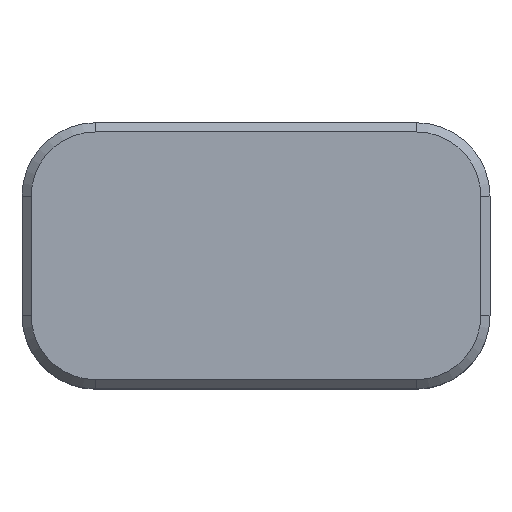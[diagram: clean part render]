
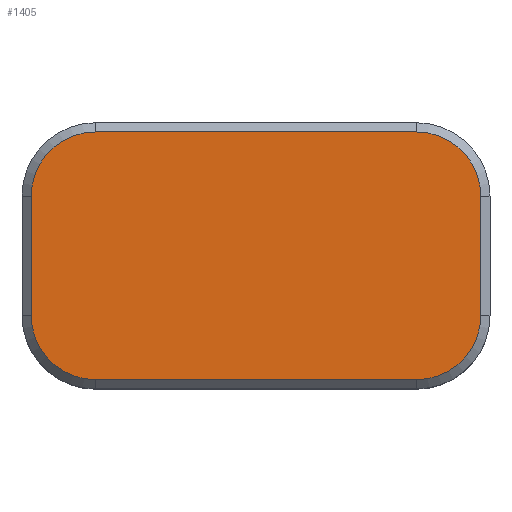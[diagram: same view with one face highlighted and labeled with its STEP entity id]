
A CAD part, top view. The second image highlights one B-rep face of the part: STEP entity #1405.
In plain terms, the highlighted planar face has unit normal (0, 0, 1).
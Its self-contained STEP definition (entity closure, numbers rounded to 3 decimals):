
#41=CIRCLE('',#1490,7.);
#43=CIRCLE('',#1494,7.);
#45=CIRCLE('',#1498,7.);
#47=CIRCLE('',#1502,7.);
#113=FACE_OUTER_BOUND('',#193,.T.);
#193=EDGE_LOOP('',(#971,#972,#973,#974,#975,#976,#977,#978));
#264=LINE('',#2050,#422);
#269=LINE('',#2064,#427);
#273=LINE('',#2076,#431);
#277=LINE('',#2088,#435);
#422=VECTOR('',#1625,10.);
#427=VECTOR('',#1638,10.);
#431=VECTOR('',#1650,10.);
#435=VECTOR('',#1662,10.);
#580=VERTEX_POINT('',#2047);
#581=VERTEX_POINT('',#2049);
#584=VERTEX_POINT('',#2056);
#586=VERTEX_POINT('',#2062);
#588=VERTEX_POINT('',#2068);
#590=VERTEX_POINT('',#2074);
#592=VERTEX_POINT('',#2080);
#594=VERTEX_POINT('',#2086);
#714=EDGE_CURVE('',#580,#581,#264,.T.);
#718=EDGE_CURVE('',#584,#580,#41,.T.);
#721=EDGE_CURVE('',#586,#584,#269,.T.);
#724=EDGE_CURVE('',#588,#586,#43,.T.);
#727=EDGE_CURVE('',#590,#588,#273,.T.);
#730=EDGE_CURVE('',#592,#590,#45,.T.);
#733=EDGE_CURVE('',#594,#592,#277,.T.);
#735=EDGE_CURVE('',#581,#594,#47,.T.);
#971=ORIENTED_EDGE('',*,*,#714,.F.);
#972=ORIENTED_EDGE('',*,*,#718,.F.);
#973=ORIENTED_EDGE('',*,*,#721,.F.);
#974=ORIENTED_EDGE('',*,*,#724,.F.);
#975=ORIENTED_EDGE('',*,*,#727,.F.);
#976=ORIENTED_EDGE('',*,*,#730,.F.);
#977=ORIENTED_EDGE('',*,*,#733,.F.);
#978=ORIENTED_EDGE('',*,*,#735,.F.);
#1349=PLANE('',#1510);
#1405=ADVANCED_FACE('',(#113),#1349,.T.);
#1490=AXIS2_PLACEMENT_3D('',#2058,#1631,#1632);
#1494=AXIS2_PLACEMENT_3D('',#2070,#1643,#1644);
#1498=AXIS2_PLACEMENT_3D('',#2082,#1655,#1656);
#1502=AXIS2_PLACEMENT_3D('',#2091,#1666,#1667);
#1510=AXIS2_PLACEMENT_3D('',#2111,#1689,#1690);
#1625=DIRECTION('',(-1.,0.,0.));
#1631=DIRECTION('center_axis',(0.,0.,-1.));
#1632=DIRECTION('ref_axis',(0.,-1.,0.));
#1638=DIRECTION('',(0.,-1.,0.));
#1643=DIRECTION('center_axis',(0.,0.,-1.));
#1644=DIRECTION('ref_axis',(1.,0.,0.));
#1650=DIRECTION('',(1.,0.,0.));
#1655=DIRECTION('center_axis',(0.,0.,-1.));
#1656=DIRECTION('ref_axis',(0.,1.,0.));
#1662=DIRECTION('',(0.,1.,0.));
#1666=DIRECTION('center_axis',(0.,0.,-1.));
#1667=DIRECTION('ref_axis',(-1.,0.,0.));
#1689=DIRECTION('center_axis',(0.,0.,1.));
#1690=DIRECTION('ref_axis',(1.,0.,0.));
#2047=CARTESIAN_POINT('',(35.,-7.,20.5));
#2049=CARTESIAN_POINT('',(0.,-7.,20.5));
#2050=CARTESIAN_POINT('',(8.75,-7.,20.5));
#2056=CARTESIAN_POINT('',(42.,0.,20.5));
#2058=CARTESIAN_POINT('Origin',(35.,0.,20.5));
#2062=CARTESIAN_POINT('',(42.,13.,20.5));
#2064=CARTESIAN_POINT('',(42.,3.25,20.5));
#2068=CARTESIAN_POINT('',(35.,20.,20.5));
#2070=CARTESIAN_POINT('Origin',(35.,13.,20.5));
#2074=CARTESIAN_POINT('',(0.,20.,20.5));
#2076=CARTESIAN_POINT('',(26.25,20.,20.5));
#2080=CARTESIAN_POINT('',(-7.,13.,20.5));
#2082=CARTESIAN_POINT('Origin',(0.,13.,20.5));
#2086=CARTESIAN_POINT('',(-7.,0.,20.5));
#2088=CARTESIAN_POINT('',(-7.,3.25,20.5));
#2091=CARTESIAN_POINT('Origin',(0.,0.,
20.5));
#2111=CARTESIAN_POINT('Origin',(17.5,6.5,20.5));
